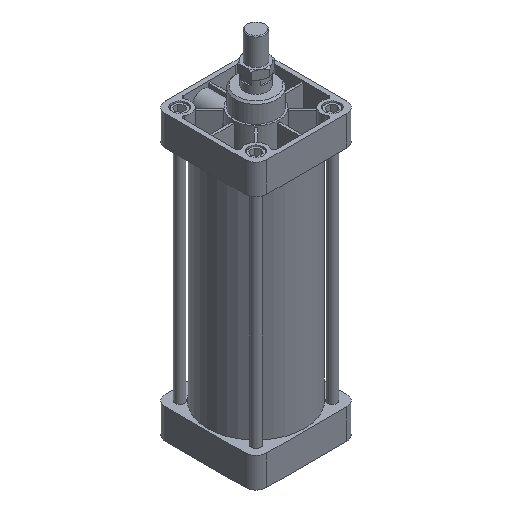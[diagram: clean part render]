
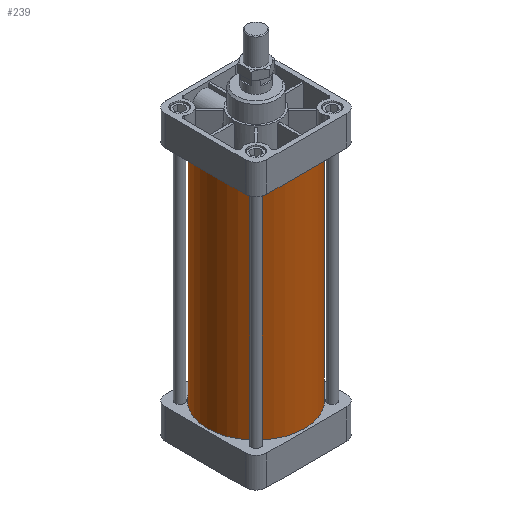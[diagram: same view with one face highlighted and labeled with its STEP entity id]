
A CAD part, isometric view. The second image highlights one B-rep face of the part: STEP entity #239.
In plain terms, the highlighted cylindrical face has radius 53.5 mm (diameter 107 mm), a full revolution.
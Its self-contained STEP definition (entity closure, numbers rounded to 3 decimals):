
#239 = ADVANCED_FACE( '', ( #707, #708 ), #709, .T. );
#707 = FACE_OUTER_BOUND( '', #1527, .T. );
#708 = FACE_OUTER_BOUND( '', #1528, .T. );
#709 = CYLINDRICAL_SURFACE( '', #1529, 53.5 );
#1527 = EDGE_LOOP( '', ( #2662 ) );
#1528 = EDGE_LOOP( '', ( #2663 ) );
#1529 = AXIS2_PLACEMENT_3D( '', #2664, #2665, #2666 );
#2662 = ORIENTED_EDGE( '', *, *, #4954, .F. );
#2663 = ORIENTED_EDGE( '', *, *, #4955, .T. );
#2664 = CARTESIAN_POINT( '', ( 0., 0., 123.5 ) );
#2665 = DIRECTION( '', ( 0., 0., 1. ) );
#2666 = DIRECTION( '', ( -1., 0., 0. ) );
#4954 = EDGE_CURVE( '', #5938, #5938, #5939, .T. );
#4955 = EDGE_CURVE( '', #5940, #5940, #5941, .T. );
#5938 = VERTEX_POINT( '', #7563 );
#5939 = CIRCLE( '', #7564, 53.5 );
#5940 = VERTEX_POINT( '', #7565 );
#5941 = CIRCLE( '', #7566, 53.5 );
#7563 = CARTESIAN_POINT( '', ( 53.5, 0., 123.5 ) );
#7564 = AXIS2_PLACEMENT_3D( '', #9475, #9476, #9477 );
#7565 = CARTESIAN_POINT( '', ( 53.5, 0., -123.5 ) );
#7566 = AXIS2_PLACEMENT_3D( '', #9478, #9479, #9480 );
#9475 = CARTESIAN_POINT( '', ( 0., 0., 123.5 ) );
#9476 = DIRECTION( '', ( 0., 0., 1. ) );
#9477 = DIRECTION( '', ( 1., 0., 0. ) );
#9478 = CARTESIAN_POINT( '', ( 0., 0., -123.5 ) );
#9479 = DIRECTION( '', ( 0., 0., 1. ) );
#9480 = DIRECTION( '', ( 1., 0., 0. ) );
